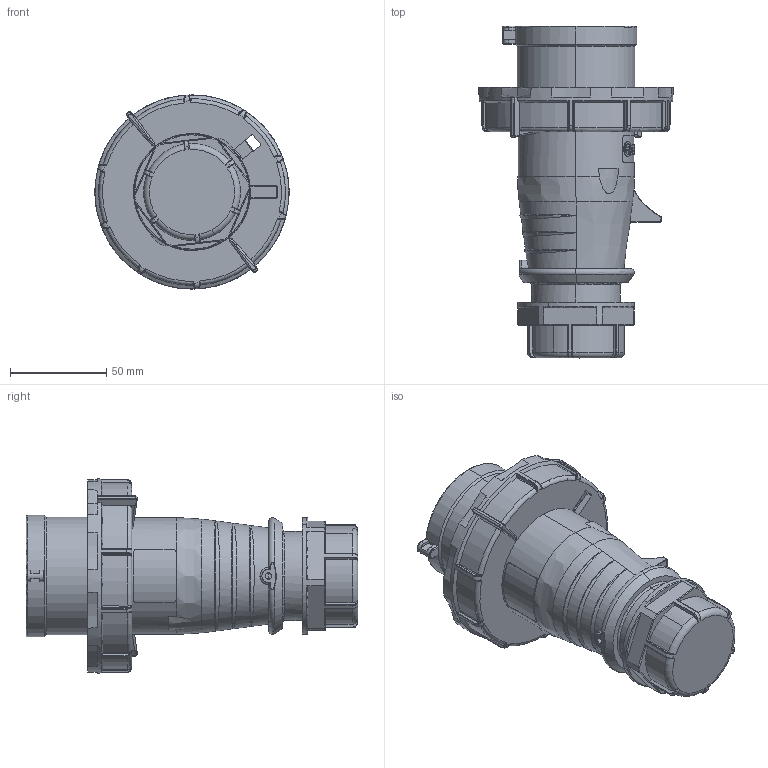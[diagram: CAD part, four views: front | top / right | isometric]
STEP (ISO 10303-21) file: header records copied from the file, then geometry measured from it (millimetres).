
FILE_DESCRIPTION (( 'STEP AP203' ), '1' );
FILE_NAME ('DIS2183237 (CP 5p 32ﾀ 400ﾂ IP67).STEP', '2024-09-17T05:13:52', ( '' ), ( '' ), 'SwSTEP 2.0', 'SolidWorks 2022', '' );
FILE_SCHEMA (( 'CONFIG_CONTROL_DESIGN' ));
Length unit declared in the file: millimetre
Products named in the file (1): DIS2183237 (CP 5p 32А 400В IP67)
Bounding box: 100.99 x 172.5 x 100.92 mm (x, y, z)
Volume: 391349.7 mm3; surface area: 86005.2 mm2
Topology: 2 solids, 8 shells, 1203 faces, 3100 edges, 1905 vertices
Faces by surface type: cylinder 451, plane 366, bspline 151, torus 126, cone 65, sphere 44
Entity records: 55127 total; most frequent: CARTESIAN_POINT 29763, ORIENTED_EDGE 6096, DIRECTION 4045, EDGE_CURVE 3048, VERTEX_POINT 1905, AXIS2_PLACEMENT_3D 1734, B_SPLINE_CURVE_WITH_KNOTS 1722, EDGE_LOOP 1251
